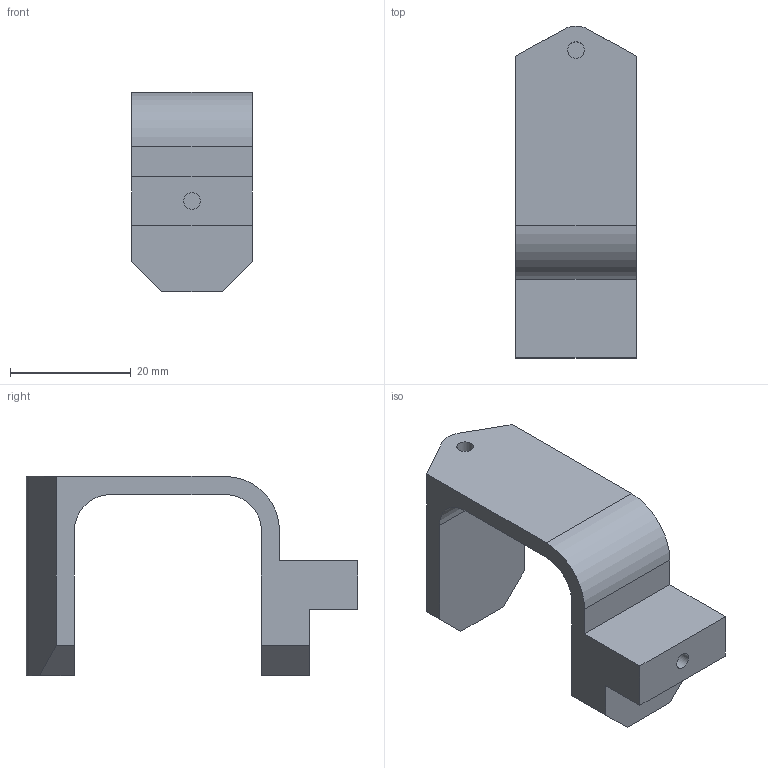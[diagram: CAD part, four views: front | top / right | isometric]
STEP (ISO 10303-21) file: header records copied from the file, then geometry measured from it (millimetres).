
FILE_DESCRIPTION(('FreeCAD Model'),'2;1');
FILE_NAME('battery-bracket.step', '2015-07-01T04:10:24',('FreeCAD'),('FreeCAD'), 'Open CASCADE STEP processor 6.5','FreeCAD','Unknown');
FILE_SCHEMA(('AUTOMOTIVE_DESIGN_CC2 { 1 2 10303 214 -1 1 5 4 }'));
Length unit declared in the file: millimetre
Products named in the file (1): battery-bracket
Bounding box: 20 x 55 x 33 mm (x, y, z)
Volume: 10241.3 mm3; surface area: 5612.1 mm2
Topology: 1 solids, 1 shells, 31 faces, 75 edges, 50 vertices
Faces by surface type: plane 23, cylinder 8
Full cylindrical faces by diameter (mm): 2.75 x4
Entity records: 1928 total; most frequent: CARTESIAN_POINT 361, DIRECTION 296, LINE 193, VECTOR 193, ORIENTED_EDGE 150, PCURVE 150, DEFINITIONAL_REPRESENTATION 150, EDGE_CURVE 75
